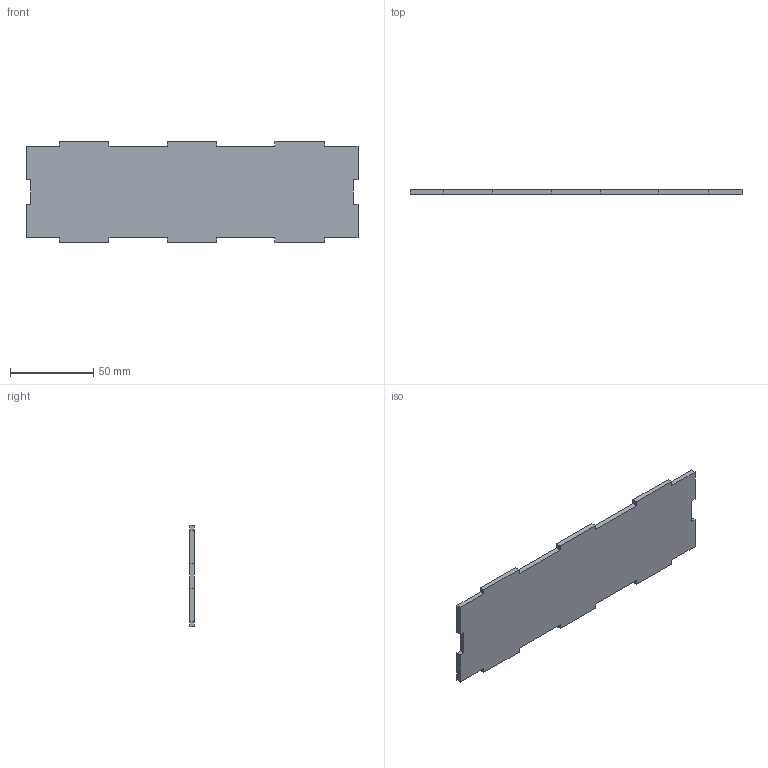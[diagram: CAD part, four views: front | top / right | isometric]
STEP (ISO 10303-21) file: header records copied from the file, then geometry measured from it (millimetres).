
FILE_DESCRIPTION(/* description */ (''),/* implementation_level */ '2;1');
FILE_NAME(/* name */ 'tank cover side plate v10.step',/* time_stamp */ '2020-02-18T14:56:21+08:00',/* author */ (''),/* organization */ (''),/* preprocessor_version */ 'ST-DEVELOPER v18',/* originating_system */ 'Autodesk Translation Framework v8.12.0.6',/* authorisation */ '');
FILE_SCHEMA (('AUTOMOTIVE_DESIGN { 1 0 10303 214 3 1 1 }'));
Length unit declared in the file: millimetre
Products named in the file (1): tank cover side plate
Bounding box: 200 x 3 x 61 mm (x, y, z)
Volume: 34350 mm3; surface area: 24574 mm2
Topology: 1 solids, 1 shells, 38 faces, 108 edges, 72 vertices
Faces by surface type: plane 38
Entity records: 1245 total; most frequent: CARTESIAN_POINT 219, ORIENTED_EDGE 216, DIRECTION 186, LINE 108, VECTOR 108, EDGE_CURVE 108, VERTEX_POINT 72, AXIS2_PLACEMENT_3D 39
